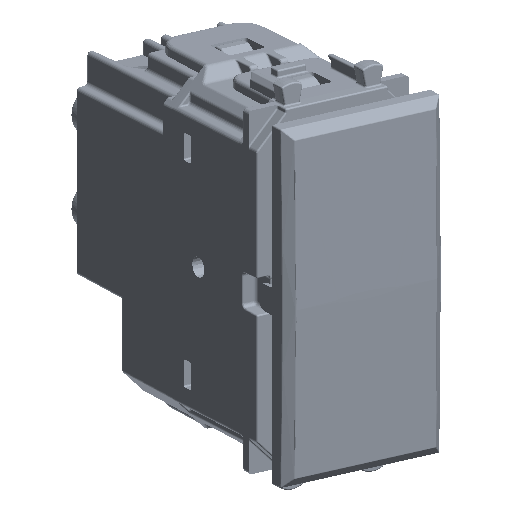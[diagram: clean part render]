
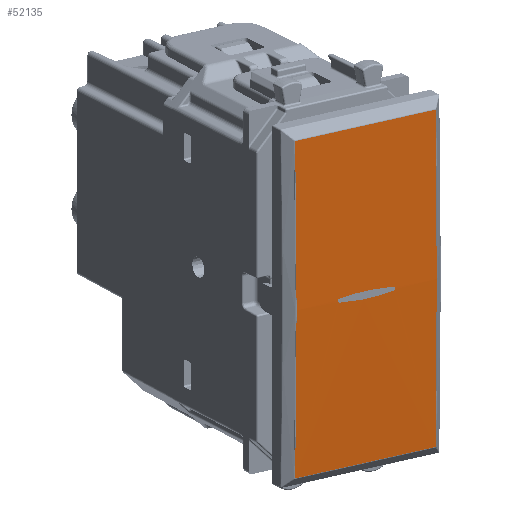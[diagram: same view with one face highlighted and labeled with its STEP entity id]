
A CAD part, top view. The second image highlights one B-rep face of the part: STEP entity #52135.
In plain terms, the highlighted cylindrical face has radius 812.528 mm (diameter 1625.06 mm), a partial arc.
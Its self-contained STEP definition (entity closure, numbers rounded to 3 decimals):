
#51619=CARTESIAN_POINT('Vertex',(-3.783,0.248,3.1)) ;
#51623=CARTESIAN_POINT('Control Point',(-3.783,0.248,3.1)) ;
#51624=CARTESIAN_POINT('Control Point',(-3.797,0.246,3.1)) ;
#51625=CARTESIAN_POINT('Control Point',(-3.811,0.243,3.1)) ;
#51626=CARTESIAN_POINT('Control Point',(-3.825,0.239,3.1)) ;
#51627=CARTESIAN_POINT('Control Point',(-3.846,0.232,3.1)) ;
#51628=CARTESIAN_POINT('Control Point',(-3.865,0.222,3.1)) ;
#51629=CARTESIAN_POINT('Control Point',(-3.871,0.219,3.1)) ;
#51630=CARTESIAN_POINT('Control Point',(-3.884,0.211,3.1)) ;
#51631=CARTESIAN_POINT('Control Point',(-3.896,0.203,3.1)) ;
#51632=CARTESIAN_POINT('Control Point',(-3.902,0.199,3.1)) ;
#51633=CARTESIAN_POINT('Control Point',(-3.918,0.186,3.1)) ;
#51634=CARTESIAN_POINT('Control Point',(-3.934,0.17,3.1)) ;
#51635=CARTESIAN_POINT('Control Point',(-3.943,0.16,3.1)) ;
#51636=CARTESIAN_POINT('Control Point',(-3.961,0.137,3.1)) ;
#51637=CARTESIAN_POINT('Control Point',(-3.975,0.111,3.1)) ;
#51638=CARTESIAN_POINT('Control Point',(-3.981,0.098,3.1)) ;
#51639=CARTESIAN_POINT('Control Point',(-3.991,0.071,3.1)) ;
#51640=CARTESIAN_POINT('Control Point',(-3.997,0.043,3.1)) ;
#51641=CARTESIAN_POINT('Control Point',(-3.999,0.029,3.1)) ;
#51642=CARTESIAN_POINT('Control Point',(-4.002,-0.014,3.1)) ;
#51643=CARTESIAN_POINT('Control Point',(-3.996,-0.057,3.1)) ;
#51644=CARTESIAN_POINT('Control Point',(-3.988,-0.085,3.1)) ;
#51645=CARTESIAN_POINT('Control Point',(-3.963,-0.138,3.1)) ;
#51646=CARTESIAN_POINT('Control Point',(-3.925,-0.182,3.1)) ;
#51647=CARTESIAN_POINT('Control Point',(-3.903,-0.201,3.1)) ;
#51648=CARTESIAN_POINT('Control Point',(-3.866,-0.224,3.1)) ;
#51649=CARTESIAN_POINT('Control Point',(-3.825,-0.239,3.1)) ;
#51650=CARTESIAN_POINT('Control Point',(-3.811,-0.243,3.1)) ;
#51651=CARTESIAN_POINT('Control Point',(-3.797,-0.246,3.1)) ;
#51652=CARTESIAN_POINT('Control Point',(-3.783,-0.248,3.1)) ;
#51653=CARTESIAN_POINT('Vertex',(-3.783,-0.248,3.1)) ;
#51681=CARTESIAN_POINT('Control Point',(-3.783,-0.248,3.1)) ;
#51682=CARTESIAN_POINT('Control Point',(-2.279,-0.449,3.1)) ;
#51683=CARTESIAN_POINT('Control Point',(-0.761,-0.551,3.1)) ;
#51684=CARTESIAN_POINT('Control Point',(0.761,-0.551,3.1)) ;
#51685=CARTESIAN_POINT('Control Point',(2.279,-0.449,3.1)) ;
#51686=CARTESIAN_POINT('Control Point',(3.783,-0.248,3.1)) ;
#51687=CARTESIAN_POINT('Vertex',(3.783,-0.248,3.1)) ;
#51763=CARTESIAN_POINT('Control Point',(3.783,-0.248,3.1)) ;
#51764=CARTESIAN_POINT('Control Point',(3.797,-0.246,3.1)) ;
#51765=CARTESIAN_POINT('Control Point',(3.811,-0.243,3.1)) ;
#51766=CARTESIAN_POINT('Control Point',(3.825,-0.239,3.1)) ;
#51767=CARTESIAN_POINT('Control Point',(3.846,-0.232,3.1)) ;
#51768=CARTESIAN_POINT('Control Point',(3.865,-0.222,3.1)) ;
#51769=CARTESIAN_POINT('Control Point',(3.871,-0.219,3.1)) ;
#51770=CARTESIAN_POINT('Control Point',(3.884,-0.211,3.1)) ;
#51771=CARTESIAN_POINT('Control Point',(3.896,-0.203,3.1)) ;
#51772=CARTESIAN_POINT('Control Point',(3.902,-0.199,3.1)) ;
#51773=CARTESIAN_POINT('Control Point',(3.918,-0.186,3.1)) ;
#51774=CARTESIAN_POINT('Control Point',(3.934,-0.17,3.1)) ;
#51775=CARTESIAN_POINT('Control Point',(3.943,-0.16,3.1)) ;
#51776=CARTESIAN_POINT('Control Point',(3.961,-0.137,3.1)) ;
#51777=CARTESIAN_POINT('Control Point',(3.975,-0.111,3.1)) ;
#51778=CARTESIAN_POINT('Control Point',(3.981,-0.098,3.1)) ;
#51779=CARTESIAN_POINT('Control Point',(3.991,-0.071,3.1)) ;
#51780=CARTESIAN_POINT('Control Point',(3.997,-0.043,3.1)) ;
#51781=CARTESIAN_POINT('Control Point',(3.999,-0.029,3.1)) ;
#51782=CARTESIAN_POINT('Control Point',(4.002,0.014,3.1)) ;
#51783=CARTESIAN_POINT('Control Point',(3.996,0.057,3.1)) ;
#51784=CARTESIAN_POINT('Control Point',(3.988,0.085,3.1)) ;
#51785=CARTESIAN_POINT('Control Point',(3.963,0.138,3.1)) ;
#51786=CARTESIAN_POINT('Control Point',(3.925,0.182,3.1)) ;
#51787=CARTESIAN_POINT('Control Point',(3.903,0.201,3.1)) ;
#51788=CARTESIAN_POINT('Control Point',(3.866,0.224,3.1)) ;
#51789=CARTESIAN_POINT('Control Point',(3.825,0.239,3.1)) ;
#51790=CARTESIAN_POINT('Control Point',(3.811,0.243,3.1)) ;
#51791=CARTESIAN_POINT('Control Point',(3.797,0.246,3.1)) ;
#51792=CARTESIAN_POINT('Control Point',(3.783,0.248,3.1)) ;
#51793=CARTESIAN_POINT('Vertex',(3.783,0.248,3.1)) ;
#51821=CARTESIAN_POINT('Control Point',(3.783,0.248,3.1)) ;
#51822=CARTESIAN_POINT('Control Point',(2.279,0.449,3.1)) ;
#51823=CARTESIAN_POINT('Control Point',(0.761,0.551,3.1)) ;
#51824=CARTESIAN_POINT('Control Point',(-0.761,0.551,3.1)) ;
#51825=CARTESIAN_POINT('Control Point',(-2.279,0.449,3.1)) ;
#51826=CARTESIAN_POINT('Control Point',(-3.783,0.248,3.1)) ;
#52088=CARTESIAN_POINT('Axis2P3D Location',(0.,0.,-809.428)) ;
#52094=CARTESIAN_POINT('Control Point',(-9.747,-20.818,2.833)) ;
#52095=CARTESIAN_POINT('Control Point',(-9.732,-6.943,3.189)) ;
#52096=CARTESIAN_POINT('Control Point',(-9.732,6.942,3.189)) ;
#52097=CARTESIAN_POINT('Control Point',(-9.747,20.818,2.833)) ;
#52098=CARTESIAN_POINT('Vertex',(-9.747,20.818,2.833)) ;
#52100=CARTESIAN_POINT('Vertex',(-9.747,-20.818,2.833)) ;
#52103=CARTESIAN_POINT('Line Origine',(0.,-20.818,2.833)) ;
#52107=CARTESIAN_POINT('Vertex',(9.747,-20.818,2.833)) ;
#52111=CARTESIAN_POINT('Control Point',(9.747,-20.818,2.833)) ;
#52112=CARTESIAN_POINT('Control Point',(9.732,-6.942,3.189)) ;
#52113=CARTESIAN_POINT('Control Point',(9.732,6.942,3.189)) ;
#52114=CARTESIAN_POINT('Control Point',(9.747,20.818,2.833)) ;
#52115=CARTESIAN_POINT('Vertex',(9.747,20.818,2.833)) ;
#52118=CARTESIAN_POINT('Line Origine',(0.,20.818,2.833)) ;
#52089=DIRECTION('Axis2P3D Direction',(1.,0.,0.)) ;
#52090=DIRECTION('Axis2P3D XDirection',(0.,0.,1.)) ;
#52104=DIRECTION('Vector Direction',(1.,0.,0.)) ;
#52119=DIRECTION('Vector Direction',(1.,0.,0.)) ;
#52091=AXIS2_PLACEMENT_3D('Cylinder Axis2P3D',#52088,#52089,#52090) ;
#52124=ORIENTED_EDGE('',*,*,#52102,.T.) ;
#52125=ORIENTED_EDGE('',*,*,#52109,.T.) ;
#52126=ORIENTED_EDGE('',*,*,#52117,.T.) ;
#52127=ORIENTED_EDGE('',*,*,#52122,.T.) ;
#52130=ORIENTED_EDGE('',*,*,#51827,.T.) ;
#52131=ORIENTED_EDGE('',*,*,#51795,.T.) ;
#52132=ORIENTED_EDGE('',*,*,#51689,.T.) ;
#52133=ORIENTED_EDGE('',*,*,#51655,.T.) ;
#52134=FACE_BOUND('',#52129,.T.) ;
#52105=VECTOR('Line Direction',#52104,1.) ;
#52120=VECTOR('Line Direction',#52119,1.) ;
#52135=ADVANCED_FACE('PartBody',(#52128,#52134),#52092,.T.) ;
#51622=B_SPLINE_CURVE_WITH_KNOTS('',5,(#51623,#51624,#51625,#51626,#51627,#51628,#51629,#51630,#51631,#51632,#51633,#51634,#51635,#51636,#51637,#51638,#51639,#51640,#51641,#51642,#51643,#51644,#51645,#51646,#51647,#51648,#51649,#51650,#51651,#51652),.UNSPECIFIED.,.F.,.U.,(6,3,3,3,3,3,3,3,3,6),(0.,0.101,0.152,0.203,0.304,0.406,0.507,0.711,0.914,1.015),.UNSPECIFIED.) ;
#51680=B_SPLINE_CURVE_WITH_KNOTS('',5,(#51681,#51682,#51683,#51684,#51685,#51686),.UNSPECIFIED.,.F.,.U.,(6,6),(0.,10.732),.UNSPECIFIED.) ;
#51762=B_SPLINE_CURVE_WITH_KNOTS('',5,(#51763,#51764,#51765,#51766,#51767,#51768,#51769,#51770,#51771,#51772,#51773,#51774,#51775,#51776,#51777,#51778,#51779,#51780,#51781,#51782,#51783,#51784,#51785,#51786,#51787,#51788,#51789,#51790,#51791,#51792),.UNSPECIFIED.,.F.,.U.,(6,3,3,3,3,3,3,3,3,6),(0.,0.101,0.152,0.203,0.304,0.406,0.507,0.711,0.914,1.015),.UNSPECIFIED.) ;
#51820=B_SPLINE_CURVE_WITH_KNOTS('',5,(#51821,#51822,#51823,#51824,#51825,#51826),.UNSPECIFIED.,.F.,.U.,(6,6),(0.,10.732),.UNSPECIFIED.) ;
#52093=B_SPLINE_CURVE_WITH_KNOTS('',3,(#52094,#52095,#52096,#52097),.UNSPECIFIED.,.F.,.U.,(4,4),(17.319,89.408),.UNSPECIFIED.) ;
#52110=B_SPLINE_CURVE_WITH_KNOTS('',3,(#52111,#52112,#52113,#52114),.UNSPECIFIED.,.F.,.U.,(4,4),(17.319,89.407),.UNSPECIFIED.) ;
#52092=CYLINDRICAL_SURFACE('generated cylinder',#52091,812.528) ;
#51655=EDGE_CURVE('',#51654,#51620,#51622,.F.) ;
#51689=EDGE_CURVE('',#51688,#51654,#51680,.F.) ;
#51795=EDGE_CURVE('',#51794,#51688,#51762,.F.) ;
#51827=EDGE_CURVE('',#51620,#51794,#51820,.F.) ;
#52102=EDGE_CURVE('',#52099,#52101,#52093,.F.) ;
#52109=EDGE_CURVE('',#52101,#52108,#52106,.T.) ;
#52117=EDGE_CURVE('',#52108,#52116,#52110,.T.) ;
#52122=EDGE_CURVE('',#52116,#52099,#52121,.F.) ;
#52123=EDGE_LOOP('',(#52124,#52125,#52126,#52127)) ;
#52129=EDGE_LOOP('',(#52130,#52131,#52132,#52133)) ;
#52128=FACE_OUTER_BOUND('',#52123,.T.) ;
#52106=LINE('Line',#52103,#52105) ;
#52121=LINE('Line',#52118,#52120) ;
#51620=VERTEX_POINT('',#51619) ;
#51654=VERTEX_POINT('',#51653) ;
#51688=VERTEX_POINT('',#51687) ;
#51794=VERTEX_POINT('',#51793) ;
#52099=VERTEX_POINT('',#52098) ;
#52101=VERTEX_POINT('',#52100) ;
#52108=VERTEX_POINT('',#52107) ;
#52116=VERTEX_POINT('',#52115) ;
